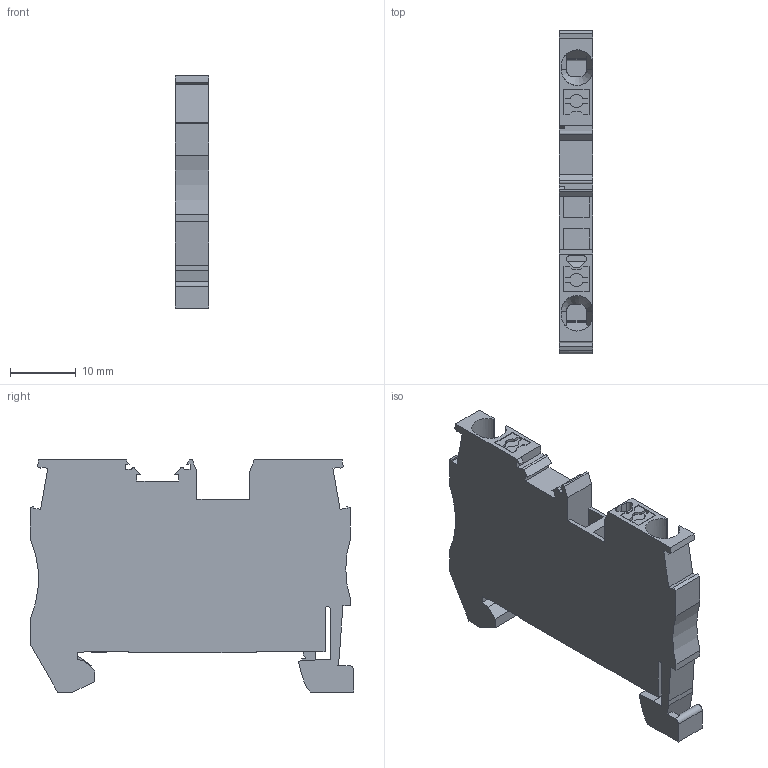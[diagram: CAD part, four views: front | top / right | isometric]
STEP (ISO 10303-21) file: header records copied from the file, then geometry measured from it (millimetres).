
FILE_DESCRIPTION(('Creo Elements/Direct Modeling STEP Export'),'2;1');
FILE_NAME('model.stp','2017-10-10T16:07:45',(''),(''),'Creo Elements/Direct Modeling STEP processor for AP214 (Solid Model)','Creo Elements/Direct Modeling 18.1I 14-Aug-2016 (C) Parametric Technology GmbH','');
FILE_SCHEMA(('AUTOMOTIVE_DESIGN { 1 0 10303 214 1 1 1 1 }'));
Length unit declared in the file: millimetre
Products named in the file (2): PT_2.5_PE-select
Assembly tree (1 placements, depth 2):
  PT_2.5_PE-select
    PT_2.5_PE-select
Bounding box: 5.15 x 49.1 x 35.25 mm (x, y, z)
Volume: 6186.4 mm3; surface area: 4740.5 mm2
Topology: 1 solids, 1 shells, 198 faces, 572 edges, 379 vertices
Faces by surface type: plane 165, cylinder 26, extrusion 5, cone 2
Entity records: 8931 total; most frequent: CARTESIAN_POINT 2112, ORIENTED_EDGE 1144, DIRECTION 975, EDGE_CURVE 572, VECTOR 495, LINE 490, VERTEX_POINT 379, AXIS2_PLACEMENT_3D 240
